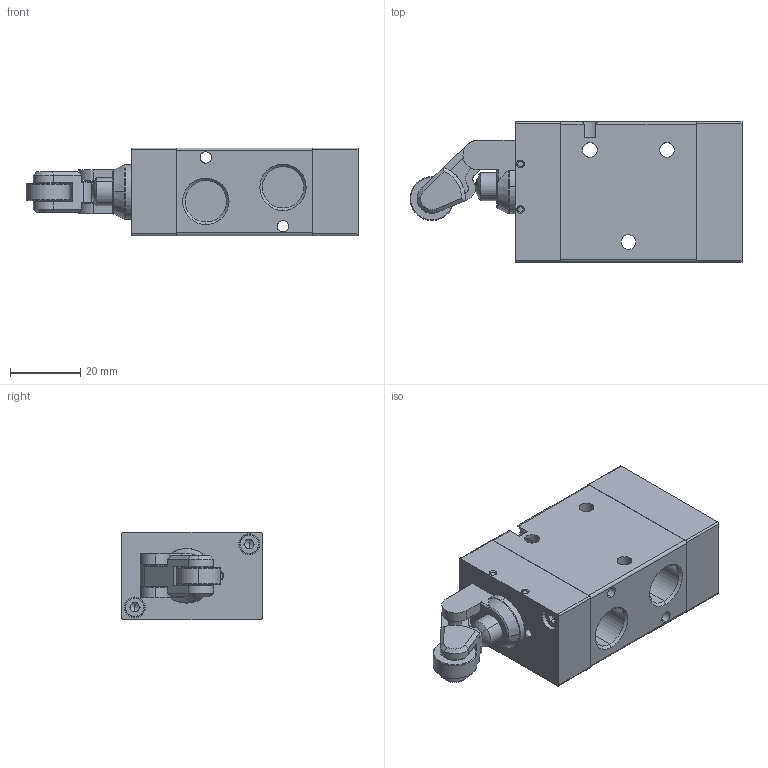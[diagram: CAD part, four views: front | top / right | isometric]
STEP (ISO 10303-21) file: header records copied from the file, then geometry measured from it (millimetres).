
FILE_DESCRIPTION (( 'STEP AP214' ), '1' );
FILE_NAME ('98_4_g31.STEP', '2015-12-21T15:41:25', ( '' ), ( '' ), 'SwSTEP 2.0', 'SolidWorks 2016', '' );
FILE_SCHEMA (( 'AUTOMOTIVE_DESIGN' ));
Length unit declared in the file: millimetre
Products named in the file (1): 98_4_g31
Bounding box: 94.71 x 40 x 25.1 mm (x, y, z)
Volume: 63096.3 mm3; surface area: 22063.8 mm2
Topology: 9 solids, 9 shells, 399 faces, 981 edges, 623 vertices
Faces by surface type: plane 181, cylinder 123, cone 40, bspline 29, torus 24, sphere 2
Entity records: 14146 total; most frequent: CARTESIAN_POINT 4498, DIRECTION 1963, ORIENTED_EDGE 1946, EDGE_CURVE 973, AXIS2_PLACEMENT_3D 720, VERTEX_POINT 623, LINE 523, VECTOR 523
